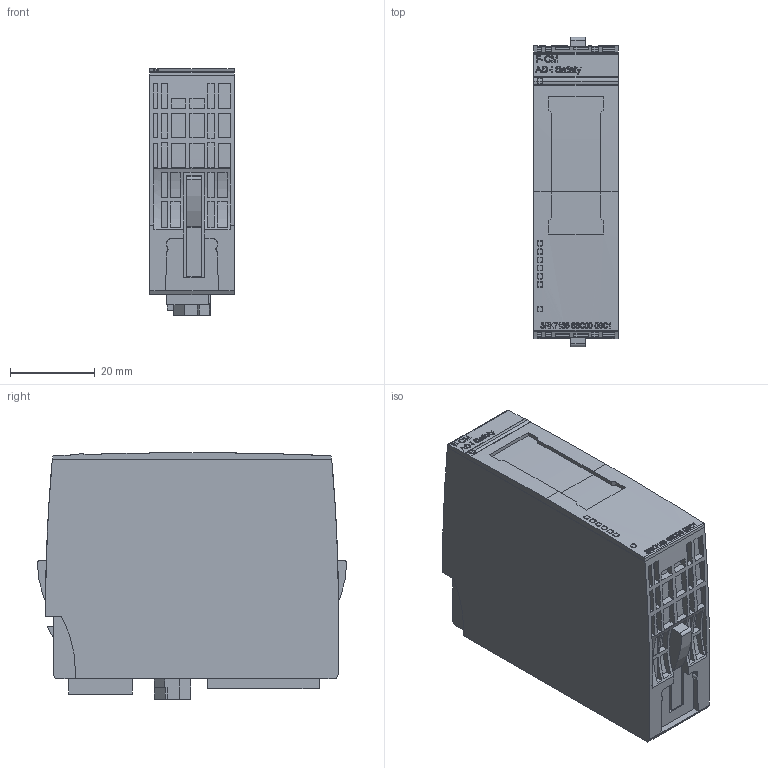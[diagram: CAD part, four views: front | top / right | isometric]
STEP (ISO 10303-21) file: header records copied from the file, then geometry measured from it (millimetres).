
FILE_DESCRIPTION(('STEP AP214'),'1');
FILE_NAME('cctmp_B1F9730B-8A58-4023-ABB4-6860F6662539_2023_07_21_09_59_15_0642..stp','2023-07-21T07:59:17',('SIEMENS A&D'),('CADClick - www.CADClick.com'),'Spatial InterOp 3D postprocessed',' ','unknown authorization');
FILE_SCHEMA(('AUTOMOTIVE_DESIGN'));
Length unit declared in the file: millimetre
Products named in the file (1): 2023_07_21_09_59_15_0564
Bounding box: 20 x 73.18 x 58.35 mm (x, y, z)
Volume: 70720.5 mm3; surface area: 15072 mm2
Topology: 1 solids, 1 shells, 1226 faces, 3189 edges, 2126 vertices
Faces by surface type: plane 825, bspline 259, cylinder 142
Entity records: 51476 total; most frequent: CARTESIAN_POINT 19318, ORIENTED_EDGE 6378, DIRECTION 4839, EDGE_CURVE 3189, LINE 2147, VECTOR 2147, VERTEX_POINT 2126, EDGE_LOOP 1387
